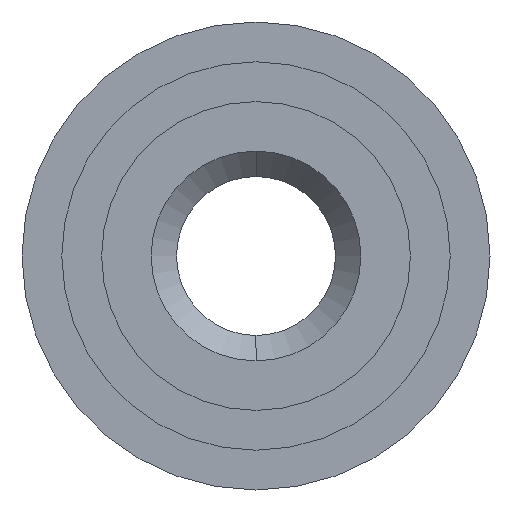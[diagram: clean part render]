
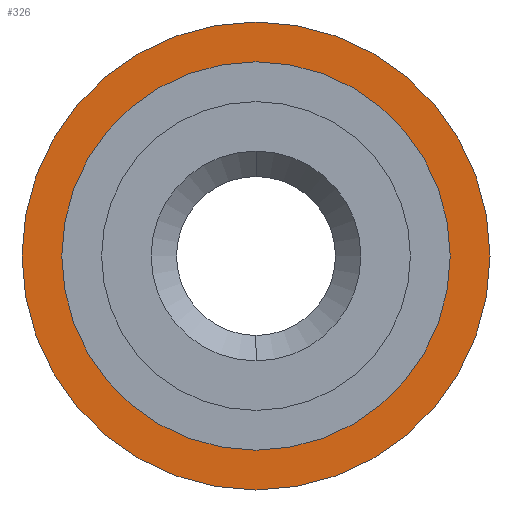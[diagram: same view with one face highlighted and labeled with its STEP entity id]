
A CAD part, left-side view. The second image highlights one B-rep face of the part: STEP entity #326.
In plain terms, the highlighted planar face has unit normal (-1, 0, 0).
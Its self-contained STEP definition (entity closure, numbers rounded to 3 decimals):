
#222=CARTESIAN_POINT('POINT116',(0.965,0.,
   2.635));
#223=VERTEX_POINT('VERTEX116',#222);
#230=CARTESIAN_POINT('POINT117',(0.965,0.,
   -2.635));
#231=VERTEX_POINT('VERTEX117',#230);
#232=CARTESIAN_POINT('POS184',(0.965,0.,
   0.));
#233=DIRECTION('DIR290',(1.,0.,0.));
#234=DIRECTION('DIR291',(0.,0.,1.));
#235=AXIS2_PLACEMENT_3D('AXIS107',#232,#233,#234);
#236=CIRCLE('ELLIPSE55',#235,2.635);
#237=EDGE_CURVE('EDGE184',#231,#223,#236,.T.);
#257=EDGE_CURVE('EDGE186',#223,#231,#236,.T.);
#302=ORIENTED_EDGE('COEDGE377',*,*,#257,.T.);
#303=ORIENTED_EDGE('COEDGE378',*,*,#237,.T.);
#304=EDGE_LOOP('NONE',(#302,#303));
#305=FACE_BOUND('LOOP1',#304,.T.);
#306=CARTESIAN_POINT('POINT120',(0.965,
   0.,3.175));
#307=VERTEX_POINT('VERTEX120',#306);
#308=CARTESIAN_POINT('POINT121',(0.965,
   0.,-3.175));
#309=VERTEX_POINT('VERTEX121',#308);
#310=CARTESIAN_POINT('POS191',(0.965,0.,0.
   ));
#311=DIRECTION('DIR301',(1.,0.,0.));
#312=DIRECTION('DIR302',(0.,0.,
   1.));
#313=AXIS2_PLACEMENT_3D('AXIS111',#310,#311,#312);
#314=CIRCLE('ELLIPSE57',#313,3.175);
#315=EDGE_CURVE('EDGE191',#307,#309,#314,.T.);
#316=ORIENTED_EDGE('COEDGE379',*,*,#315,.F.);
#317=EDGE_CURVE('EDGE192',#309,#307,#314,.T.);
#318=ORIENTED_EDGE('COEDGE380',*,*,#317,.F.);
#319=EDGE_LOOP('NONE',(#316,#318));
#320=FACE_BOUND('LOOP1',#319,.T.);
#321=CARTESIAN_POINT('POS192',(0.965,0.,
   1.588));
#322=DIRECTION('DIR303',(-1.,0.,0.));
#323=DIRECTION('DIR304',(0.,1.,0.));
#324=AXIS2_PLACEMENT_3D('AXIS112',#321,#322,#323);
#325=PLANE('PLANE26',#324);
#326=ADVANCED_FACE('FACE94',(#305,#320),#325,.T.);
